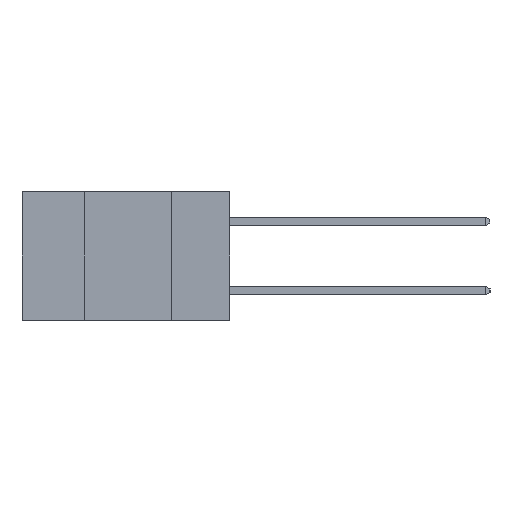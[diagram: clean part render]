
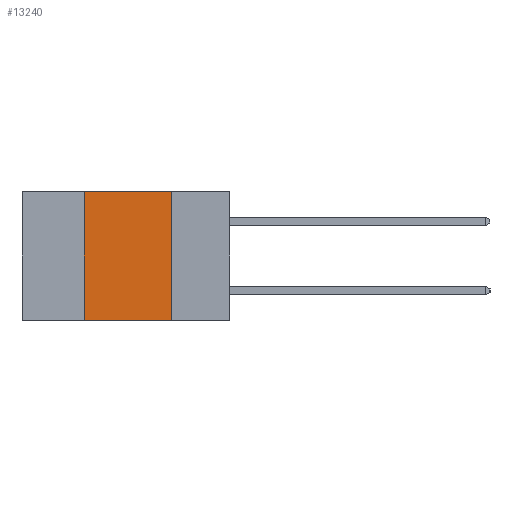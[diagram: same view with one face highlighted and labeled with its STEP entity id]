
A CAD part, left-side view. The second image highlights one B-rep face of the part: STEP entity #13240.
In plain terms, the highlighted planar face has unit normal (-1, 0, 0).
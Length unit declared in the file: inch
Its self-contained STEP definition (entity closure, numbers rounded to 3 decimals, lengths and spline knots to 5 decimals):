
#615 = VERTEX_POINT ( 'NONE', #4361 ) ;
#942 = ORIENTED_EDGE ( 'NONE', *, *, #8875, .F. ) ;
#983 = EDGE_CURVE ( 'NONE', #14758, #615, #12081, .T. ) ;
#1293 = VERTEX_POINT ( 'NONE', #13631 ) ;
#1625 = AXIS2_PLACEMENT_3D ( 'NONE', #11564, #21433, #11635 ) ;
#2484 = DIRECTION ( 'NONE',  ( 0., 0., -1. ) ) ;
#2691 = CARTESIAN_POINT ( 'NONE',  ( 0., 0.17, -0.37 ) ) ;
#2875 = EDGE_CURVE ( 'NONE', #1293, #6538, #20710, .T. ) ;
#4361 = CARTESIAN_POINT ( 'NONE',  ( 0., 0.17, -0.37 ) ) ;
#4911 = FACE_OUTER_BOUND ( 'NONE', #9809, .T. ) ;
#5341 = ORIENTED_EDGE ( 'NONE', *, *, #2875, .F. ) ;
#6097 = DIRECTION ( 'NONE',  ( 0., 0., 1. ) ) ;
#6538 = VERTEX_POINT ( 'NONE', #10117 ) ;
#7344 = EDGE_CURVE ( 'NONE', #6538, #615, #20374, .T. ) ;
#7789 = VECTOR ( 'NONE', #2484, 39.37008 ) ;
#8875 = EDGE_CURVE ( 'NONE', #14758, #1293, #20340, .T. ) ;
#9809 = EDGE_LOOP ( 'NONE', ( #14530, #5341, #942, #13244 ) ) ;
#10117 = CARTESIAN_POINT ( 'NONE',  ( 0., 0.17, 0. ) ) ;
#11564 = CARTESIAN_POINT ( 'NONE',  ( 0., 0.6, 0. ) ) ;
#11635 = DIRECTION ( 'NONE',  ( 0., 0., -1. ) ) ;
#12081 = LINE ( 'NONE', #20800, #16436 ) ;
#13240 = ADVANCED_FACE ( 'NONE', ( #4911 ), #19794, .F. ) ;
#13244 = ORIENTED_EDGE ( 'NONE', *, *, #983, .T. ) ;
#13631 = CARTESIAN_POINT ( 'NONE',  ( 0., 0.42, 0. ) ) ;
#14530 = ORIENTED_EDGE ( 'NONE', *, *, #7344, .F. ) ;
#14758 = VERTEX_POINT ( 'NONE', #16146 ) ;
#16146 = CARTESIAN_POINT ( 'NONE',  ( 0., 0.42, -0.37 ) ) ;
#16436 = VECTOR ( 'NONE', #17549, 39.37008 ) ;
#16880 = VECTOR ( 'NONE', #20411, 39.37008 ) ;
#17549 = DIRECTION ( 'NONE',  ( 0., -1., 0. ) ) ;
#17620 = CARTESIAN_POINT ( 'NONE',  ( 0., 0.42, -0.37 ) ) ;
#19794 = PLANE ( 'NONE',  #1625 ) ;
#19847 = VECTOR ( 'NONE', #6097, 39.37008 ) ;
#20340 = LINE ( 'NONE', #17620, #19847 ) ;
#20374 = LINE ( 'NONE', #2691, #7789 ) ;
#20390 = CARTESIAN_POINT ( 'NONE',  ( 0., 0.6, 0. ) ) ;
#20411 = DIRECTION ( 'NONE',  ( 0., -1., 0. ) ) ;
#20710 = LINE ( 'NONE', #20390, #16880 ) ;
#20800 = CARTESIAN_POINT ( 'NONE',  ( 0., 0.6, -0.37 ) ) ;
#21433 = DIRECTION ( 'NONE',  ( 1., 0., 0. ) ) ;
